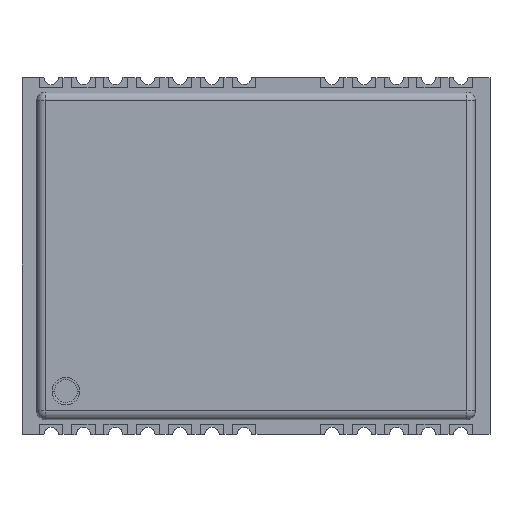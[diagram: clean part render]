
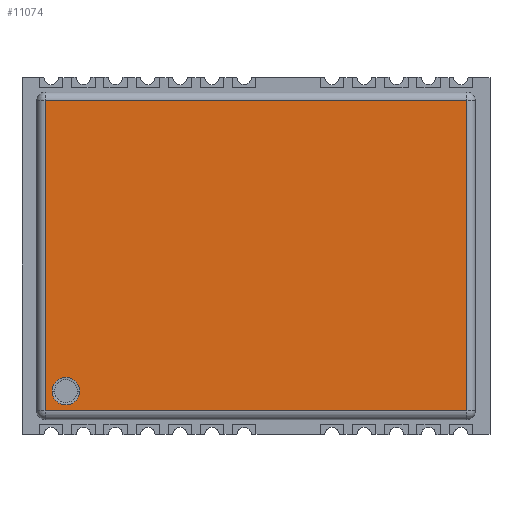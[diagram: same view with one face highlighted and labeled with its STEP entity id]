
A CAD part, top view. The second image highlights one B-rep face of the part: STEP entity #11074.
In plain terms, the highlighted planar face has unit normal (0, 0, 1).
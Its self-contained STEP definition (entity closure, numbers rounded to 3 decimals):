
#271 = CIRCLE ( 'NONE', #7865, 0.47 ) ;
#276 = CARTESIAN_POINT ( 'NONE',  ( -6.501, -4.625, 2.4 ) ) ;
#1100 = VERTEX_POINT ( 'NONE', #4460 ) ;
#1202 = DIRECTION ( 'NONE',  ( 0., 1., 0. ) ) ;
#1314 = VERTEX_POINT ( 'NONE', #6592 ) ;
#2039 = CARTESIAN_POINT ( 'NONE',  ( 0., 0., 2.4 ) ) ;
#2834 = ORIENTED_EDGE ( 'NONE', *, *, #14553, .T. ) ;
#3054 = VECTOR ( 'NONE', #1202, 1000. ) ;
#3238 = LINE ( 'NONE', #9366, #9573 ) ;
#3391 = EDGE_CURVE ( 'NONE', #11926, #1100, #271, .T. ) ;
#3672 = CARTESIAN_POINT ( 'NONE',  ( 7.2, 5.6, 2.4 ) ) ;
#3803 = CARTESIAN_POINT ( 'NONE',  ( -7.2, -5.6, 2.4 ) ) ;
#3877 = VERTEX_POINT ( 'NONE', #4694 ) ;
#4050 = DIRECTION ( 'NONE',  ( 0., 0., 1. ) ) ;
#4135 = LINE ( 'NONE', #12433, #8979 ) ;
#4206 = DIRECTION ( 'NONE',  ( 1., 0., 0. ) ) ;
#4460 = CARTESIAN_POINT ( 'NONE',  ( -6.971, -4.625, 2.4 ) ) ;
#4694 = CARTESIAN_POINT ( 'NONE',  ( 7.2, -5.3, 2.4 ) ) ;
#5313 = DIRECTION ( 'NONE',  ( -1., 0., 0. ) ) ;
#5348 = AXIS2_PLACEMENT_3D ( 'NONE', #276, #7338, #14609 ) ;
#5497 = ORIENTED_EDGE ( 'NONE', *, *, #3391, .T. ) ;
#5513 = VECTOR ( 'NONE', #6118, 1000. ) ;
#5972 = LINE ( 'NONE', #3803, #5513 ) ;
#6118 = DIRECTION ( 'NONE',  ( 0., -1., 0. ) ) ;
#6451 = FACE_BOUND ( 'NONE', #12419, .T. ) ;
#6592 = CARTESIAN_POINT ( 'NONE',  ( -7.2, -5.3, 2.4 ) ) ;
#6884 = PLANE ( 'NONE',  #9443 ) ;
#7115 = CIRCLE ( 'NONE', #5348, 0.47 ) ;
#7338 = DIRECTION ( 'NONE',  ( 0., 0., -1. ) ) ;
#7622 = EDGE_CURVE ( 'NONE', #8789, #1314, #5972, .T. ) ;
#7865 = AXIS2_PLACEMENT_3D ( 'NONE', #8241, #11863, #15449 ) ;
#7870 = CARTESIAN_POINT ( 'NONE',  ( -7.2, 5.3, 2.4 ) ) ;
#8199 = CARTESIAN_POINT ( 'NONE',  ( 7.2, 5.3, 2.4 ) ) ;
#8241 = CARTESIAN_POINT ( 'NONE',  ( -6.501, -4.625, 2.4 ) ) ;
#8789 = VERTEX_POINT ( 'NONE', #7870 ) ;
#8979 = VECTOR ( 'NONE', #5313, 1000. ) ;
#9366 = CARTESIAN_POINT ( 'NONE',  ( 7.5, -5.3, 2.4 ) ) ;
#9443 = AXIS2_PLACEMENT_3D ( 'NONE', #2039, #4050, #4206 ) ;
#9489 = ORIENTED_EDGE ( 'NONE', *, *, #12115, .T. ) ;
#9573 = VECTOR ( 'NONE', #14183, 1000. ) ;
#9708 = EDGE_CURVE ( 'NONE', #1314, #3877, #3238, .T. ) ;
#11074 = ADVANCED_FACE ( 'NONE', ( #15068, #6451 ), #6884, .T. ) ;
#11863 = DIRECTION ( 'NONE',  ( 0., 0., -1. ) ) ;
#11923 = ORIENTED_EDGE ( 'NONE', *, *, #9708, .T. ) ;
#11926 = VERTEX_POINT ( 'NONE', #14057 ) ;
#12115 = EDGE_CURVE ( 'NONE', #12627, #8789, #4135, .T. ) ;
#12409 = ORIENTED_EDGE ( 'NONE', *, *, #7622, .T. ) ;
#12419 = EDGE_LOOP ( 'NONE', ( #5497, #2834 ) ) ;
#12433 = CARTESIAN_POINT ( 'NONE',  ( -7.5, 5.3, 2.4 ) ) ;
#12627 = VERTEX_POINT ( 'NONE', #8199 ) ;
#13256 = LINE ( 'NONE', #3672, #3054 ) ;
#14057 = CARTESIAN_POINT ( 'NONE',  ( -6.031, -4.625, 2.4 ) ) ;
#14183 = DIRECTION ( 'NONE',  ( 1., 0., 0. ) ) ;
#14471 = EDGE_LOOP ( 'NONE', ( #14556, #9489, #12409, #11923 ) ) ;
#14553 = EDGE_CURVE ( 'NONE', #1100, #11926, #7115, .T. ) ;
#14556 = ORIENTED_EDGE ( 'NONE', *, *, #14738, .T. ) ;
#14609 = DIRECTION ( 'NONE',  ( 1., 0., 0. ) ) ;
#14738 = EDGE_CURVE ( 'NONE', #3877, #12627, #13256, .T. ) ;
#15068 = FACE_OUTER_BOUND ( 'NONE', #14471, .T. ) ;
#15449 = DIRECTION ( 'NONE',  ( 1., 0., 0. ) ) ;
